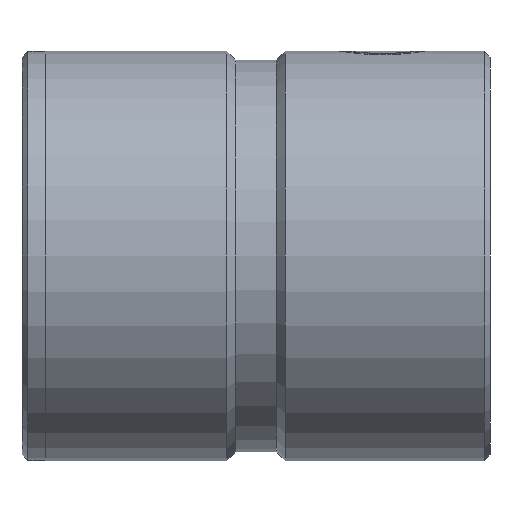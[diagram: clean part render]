
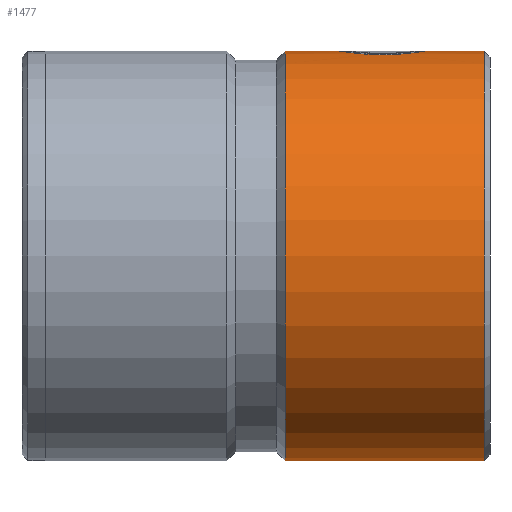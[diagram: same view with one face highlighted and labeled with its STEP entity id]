
A CAD part, left-side view. The second image highlights one B-rep face of the part: STEP entity #1477.
In plain terms, the highlighted cylindrical face has radius 35 mm (diameter 70 mm), a partial arc.
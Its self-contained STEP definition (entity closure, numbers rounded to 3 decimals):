
#2 = CIRCLE ( 'NONE', #368, 35. ) ;
#45 = DIRECTION ( 'NONE',  ( 0., 0., -1. ) ) ;
#48 = CARTESIAN_POINT ( 'NONE',  ( -4.416, 12.943, 34.722 ) ) ;
#51 = EDGE_CURVE ( 'NONE', #1370, #679, #601, .T. ) ;
#57 = CARTESIAN_POINT ( 'NONE',  ( -6.574, 18.4, 34.377 ) ) ;
#86 = CARTESIAN_POINT ( 'NONE',  ( 0., 0., 35. ) ) ;
#94 = LINE ( 'NONE', #585, #483 ) ;
#113 = CARTESIAN_POINT ( 'NONE',  ( -6.574, 18.862, 34.377 ) ) ;
#118 = CARTESIAN_POINT ( 'NONE',  ( -5.007, 23.155, 34.641 ) ) ;
#119 = EDGE_CURVE ( 'NONE', #679, #1214, #551, .T. ) ;
#147 = AXIS2_PLACEMENT_3D ( 'NONE', #194, #1125, #1256 ) ;
#177 = CARTESIAN_POINT ( 'NONE',  ( -5.272, 14.023, 34.601 ) ) ;
#194 = CARTESIAN_POINT ( 'NONE',  ( 0., 0., 0. ) ) ;
#198 = CARTESIAN_POINT ( 'NONE',  ( 0., 26.215, 35. ) ) ;
#240 = CARTESIAN_POINT ( 'NONE',  ( -4.089, 24.185, 34.762 ) ) ;
#246 = VECTOR ( 'NONE', #1566, 1000. ) ;
#276 = EDGE_CURVE ( 'NONE', #557, #535, #360, .T. ) ;
#280 = CARTESIAN_POINT ( 'NONE',  ( 0., 1., -35. ) ) ;
#301 = CARTESIAN_POINT ( 'NONE',  ( 0., 10.586, 35. ) ) ;
#312 = CARTESIAN_POINT ( 'NONE',  ( -5.729, 14.83, 34.528 ) ) ;
#325 = ORIENTED_EDGE ( 'NONE', *, *, #500, .T. ) ;
#352 = CARTESIAN_POINT ( 'NONE',  ( -6.574, 18.4, 34.377 ) ) ;
#359 = CYLINDRICAL_SURFACE ( 'NONE', #147, 35. ) ;
#360 = LINE ( 'NONE', #86, #1709 ) ;
#368 = AXIS2_PLACEMENT_3D ( 'NONE', #1467, #668, #45 ) ;
#378 = EDGE_CURVE ( 'NONE', #719, #535, #852, .T. ) ;
#391 = FACE_OUTER_BOUND ( 'NONE', #1564, .T. ) ;
#402 = EDGE_CURVE ( 'NONE', #1370, #719, #1684, .T. ) ;
#424 = AXIS2_PLACEMENT_3D ( 'NONE', #1452, #657, #1342 ) ;
#428 = CARTESIAN_POINT ( 'NONE',  ( 0., 0., 35. ) ) ;
#433 = CARTESIAN_POINT ( 'NONE',  ( -3.374, 24.782, 34.839 ) ) ;
#448 = CARTESIAN_POINT ( 'NONE',  ( -6.014, 15.464, 34.48 ) ) ;
#483 = VECTOR ( 'NONE', #1641, 1000. ) ;
#500 = EDGE_CURVE ( 'NONE', #1092, #1214, #94, .T. ) ;
#505 = CARTESIAN_POINT ( 'NONE',  ( -6.412, 20.009, 34.408 ) ) ;
#524 = ORIENTED_EDGE ( 'NONE', *, *, #51, .F. ) ;
#535 = VERTEX_POINT ( 'NONE', #198 ) ;
#548 = CARTESIAN_POINT ( 'NONE',  ( 0., 1., 35. ) ) ;
#551 = CIRCLE ( 'NONE', #424, 35. ) ;
#557 = VERTEX_POINT ( 'NONE', #1270 ) ;
#560 = CARTESIAN_POINT ( 'NONE',  ( -2.199, 25.504, 34.933 ) ) ;
#567 = CARTESIAN_POINT ( 'NONE',  ( -1.771, 11.098, 34.958 ) ) ;
#576 = CARTESIAN_POINT ( 'NONE',  ( -6.371, 16.558, 34.415 ) ) ;
#585 = CARTESIAN_POINT ( 'NONE',  ( 0., 0., -35. ) ) ;
#601 = LINE ( 'NONE', #428, #246 ) ;
#636 = CARTESIAN_POINT ( 'NONE',  ( -6.241, 20.685, 34.439 ) ) ;
#657 = DIRECTION ( 'NONE',  ( 0., -1., 0. ) ) ;
#662 = ORIENTED_EDGE ( 'NONE', *, *, #1297, .T. ) ;
#668 = DIRECTION ( 'NONE',  ( 0., -1., 0. ) ) ;
#679 = VERTEX_POINT ( 'NONE', #548 ) ;
#692 = CARTESIAN_POINT ( 'NONE',  ( -0.901, 26.018, 34.991 ) ) ;
#701 = CARTESIAN_POINT ( 'NONE',  ( -2.998, 11.756, 34.874 ) ) ;
#709 = CARTESIAN_POINT ( 'NONE',  ( -6.523, 17.476, 34.387 ) ) ;
#719 = VERTEX_POINT ( 'NONE', #352 ) ;
#767 = CARTESIAN_POINT ( 'NONE',  ( -5.934, 21.554, 34.494 ) ) ;
#822 = ORIENTED_EDGE ( 'NONE', *, *, #402, .T. ) ;
#831 = CARTESIAN_POINT ( 'NONE',  ( 0., 26.215, 35. ) ) ;
#838 = CARTESIAN_POINT ( 'NONE',  ( -4.084, 12.612, 34.763 ) ) ;
#847 = CARTESIAN_POINT ( 'NONE',  ( -6.574, 18.17, 34.377 ) ) ;
#852 = B_SPLINE_CURVE_WITH_KNOTS ( 'NONE', 3,
 ( #1295, #113, #1027, #505, #1434, #636, #1559, #767, #1692, #904, #118, #1030, #240, #433, #1353, #560, #1489, #692, #1616, #831 ),
 .UNSPECIFIED., .F., .F.,
 ( 4, 2, 2, 2, 2, 2, 2, 2, 2, 4 ),
 ( 0.012, 0.013, 0.014, 0.014, 0.016, 0.017, 0.019, 0.02, 0.021, 0.023 ),
 .UNSPECIFIED. ) ;
#904 = CARTESIAN_POINT ( 'NONE',  ( -5.273, 22.777, 34.601 ) ) ;
#940 = ORIENTED_EDGE ( 'NONE', *, *, #276, .F. ) ;
#972 = CARTESIAN_POINT ( 'NONE',  ( -5.008, 13.647, 34.641 ) ) ;
#1027 = CARTESIAN_POINT ( 'NONE',  ( -6.534, 19.321, 34.385 ) ) ;
#1030 = CARTESIAN_POINT ( 'NONE',  ( -4.415, 23.858, 34.722 ) ) ;
#1092 = VERTEX_POINT ( 'NONE', #1703 ) ;
#1106 = CARTESIAN_POINT ( 'NONE',  ( -5.62, 14.623, 34.546 ) ) ;
#1110 = CARTESIAN_POINT ( 'NONE',  ( 0., 10.586, 35. ) ) ;
#1125 = DIRECTION ( 'NONE',  ( 0., -1., 0. ) ) ;
#1214 = VERTEX_POINT ( 'NONE', #280 ) ;
#1227 = CARTESIAN_POINT ( 'NONE',  ( -0.456, 10.665, 35. ) ) ;
#1235 = CARTESIAN_POINT ( 'NONE',  ( -5.925, 15.251, 34.495 ) ) ;
#1256 = DIRECTION ( 'NONE',  ( 0., 0., -1. ) ) ;
#1270 = CARTESIAN_POINT ( 'NONE',  ( 0., 35., 35. ) ) ;
#1295 = CARTESIAN_POINT ( 'NONE',  ( -6.574, 18.4, 34.377 ) ) ;
#1297 = EDGE_CURVE ( 'NONE', #557, #1092, #2, .T. ) ;
#1308 = ORIENTED_EDGE ( 'NONE', *, *, #378, .T. ) ;
#1342 = DIRECTION ( 'NONE',  ( 0., 0., -1. ) ) ;
#1353 = CARTESIAN_POINT ( 'NONE',  ( -2.996, 25.046, 34.874 ) ) ;
#1363 = CARTESIAN_POINT ( 'NONE',  ( -0.902, 10.784, 34.991 ) ) ;
#1370 = VERTEX_POINT ( 'NONE', #1110 ) ;
#1374 = CARTESIAN_POINT ( 'NONE',  ( -6.251, 16.113, 34.438 ) ) ;
#1406 = DIRECTION ( 'NONE',  ( 0., -1., 0. ) ) ;
#1434 = CARTESIAN_POINT ( 'NONE',  ( -6.361, 20.237, 34.417 ) ) ;
#1452 = CARTESIAN_POINT ( 'NONE',  ( 0., 1., 0. ) ) ;
#1467 = CARTESIAN_POINT ( 'NONE',  ( 0., 35., 0. ) ) ;
#1477 = ADVANCED_FACE ( 'NONE', ( #391 ), #359, .T. ) ;
#1489 = CARTESIAN_POINT ( 'NONE',  ( -1.777, 25.701, 34.958 ) ) ;
#1495 = CARTESIAN_POINT ( 'NONE',  ( -2.198, 11.296, 34.933 ) ) ;
#1496 = ORIENTED_EDGE ( 'NONE', *, *, #119, .F. ) ;
#1504 = CARTESIAN_POINT ( 'NONE',  ( -6.492, 17.243, 34.393 ) ) ;
#1559 = CARTESIAN_POINT ( 'NONE',  ( -6.171, 20.905, 34.452 ) ) ;
#1564 = EDGE_LOOP ( 'NONE', ( #940, #662, #325, #1496, #524, #822, #1308 ) ) ;
#1566 = DIRECTION ( 'NONE',  ( 0., -1., 0. ) ) ;
#1616 = CARTESIAN_POINT ( 'NONE',  ( -0.454, 26.136, 35. ) ) ;
#1623 = CARTESIAN_POINT ( 'NONE',  ( -3.375, 12.019, 34.839 ) ) ;
#1636 = CARTESIAN_POINT ( 'NONE',  ( -6.564, 17.939, 34.379 ) ) ;
#1641 = DIRECTION ( 'NONE',  ( 0., -1., 0. ) ) ;
#1684 = B_SPLINE_CURVE_WITH_KNOTS ( 'NONE', 3,
 ( #301, #1227, #1363, #567, #1495, #701, #1623, #838, #48, #972, #177, #1106, #312, #1235, #448, #1374, #576, #1504, #709, #1636, #847, #57 ),
 .UNSPECIFIED., .F., .F.,
 ( 4, 2, 2, 2, 2, 2, 2, 2, 2, 2, 4 ),
 ( 0.001, 0.002, 0.003, 0.005, 0.006, 0.007, 0.008, 0.009, 0.01, 0.011, 0.012 ),
 .UNSPECIFIED. ) ;
#1692 = CARTESIAN_POINT ( 'NONE',  ( -5.74, 21.971, 34.527 ) ) ;
#1703 = CARTESIAN_POINT ( 'NONE',  ( 0., 35., -35. ) ) ;
#1709 = VECTOR ( 'NONE', #1406, 1000. ) ;
